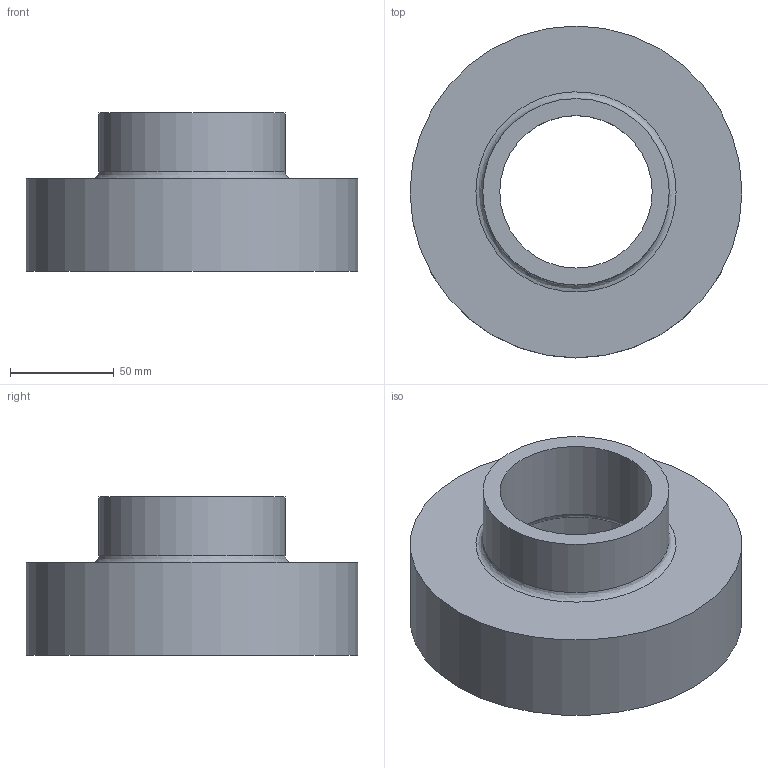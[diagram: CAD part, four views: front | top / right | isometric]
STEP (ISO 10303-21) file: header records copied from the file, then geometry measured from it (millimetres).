
FILE_DESCRIPTION (( 'STEP AP203' ), '1' );
FILE_NAME ('581207531.STEP', '2017-07-31T18:47:38', ( '' ), ( '' ), 'SwSTEP 2.0', 'SolidWorks 2017', '' );
FILE_SCHEMA (( 'CONFIG_CONTROL_DESIGN' ));
Length unit declared in the file: inch
Products named in the file (1): 581207531
Bounding box: 160.02 x 160.02 x 76.2 mm (x, y, z)
Volume: 539341.5 mm3; surface area: 80845.8 mm2
Topology: 1 solids, 1 shells, 11 faces, 22 edges, 14 vertices
Faces by surface type: cylinder 4, plane 3, bspline 3, cone 1
Full cylindrical faces by diameter (mm): 73.508 x1, 89.916 x1, 130.81 x1, 160.02 x1
Entity records: 384 total; most frequent: CARTESIAN_POINT 123, DIRECTION 38, ORIENTED_EDGE 24, EDGE_LOOP 22, AXIS2_PLACEMENT_3D 19, FACE_OUTER_BOUND 18, VERTEX_POINT 12, EDGE_CURVE 12
